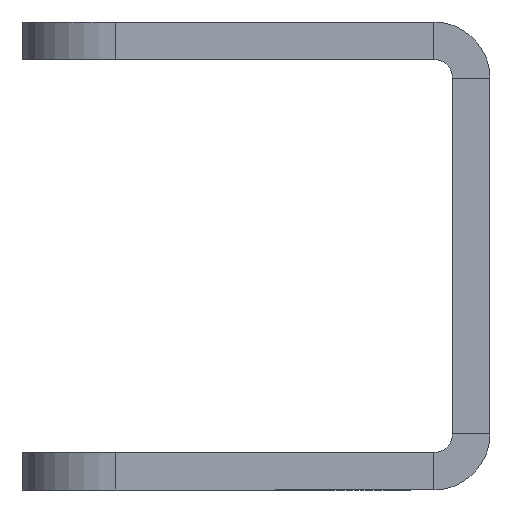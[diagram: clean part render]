
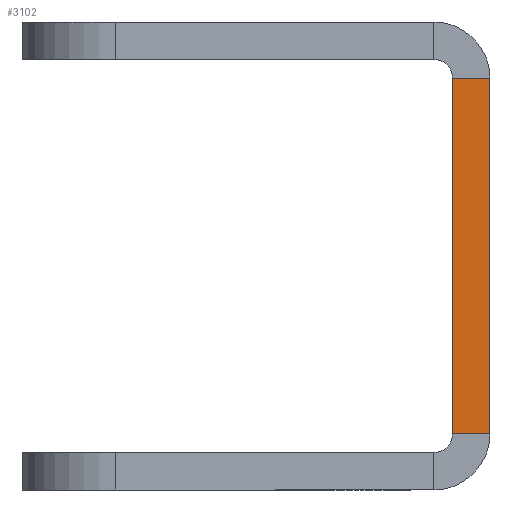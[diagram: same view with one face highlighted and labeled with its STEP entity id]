
A CAD part, left-side view. The second image highlights one B-rep face of the part: STEP entity #3102.
In plain terms, the highlighted planar face has unit normal (-1, 0, 0).
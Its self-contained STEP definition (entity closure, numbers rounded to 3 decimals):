
#337 = ORIENTED_EDGE ( 'NONE', *, *, #1118, .T. ) ;
#344 = DIRECTION ( 'NONE',  ( 0., 0., -1. ) ) ;
#368 = VERTEX_POINT ( 'NONE', #1467 ) ;
#710 = VECTOR ( 'NONE', #2426, 1000. ) ;
#883 = DIRECTION ( 'NONE',  ( 0., -1., 0. ) ) ;
#1014 = CARTESIAN_POINT ( 'NONE',  ( -38.5, 2., 9.5 ) ) ;
#1040 = DIRECTION ( 'NONE',  ( 0., 0., -1. ) ) ;
#1118 = EDGE_CURVE ( 'NONE', #368, #3286, #1471, .T. ) ;
#1290 = EDGE_CURVE ( 'NONE', #1458, #1680, #3191, .T. ) ;
#1361 = LINE ( 'NONE', #2247, #2938 ) ;
#1458 = VERTEX_POINT ( 'NONE', #3690 ) ;
#1467 = CARTESIAN_POINT ( 'NONE',  ( -38.5, 0., 9.5 ) ) ;
#1471 = LINE ( 'NONE', #3067, #710 ) ;
#1659 = EDGE_CURVE ( 'NONE', #3286, #1458, #2907, .T. ) ;
#1680 = VERTEX_POINT ( 'NONE', #3745 ) ;
#1857 = CARTESIAN_POINT ( 'NONE',  ( -38.5, 3., 10.5 ) ) ;
#1980 = EDGE_LOOP ( 'NONE', ( #3439, #337, #2471, #2797 ) ) ;
#2178 = DIRECTION ( 'NONE',  ( 0., 0., 1. ) ) ;
#2247 = CARTESIAN_POINT ( 'NONE',  ( -38.5, 0., 12.5 ) ) ;
#2426 = DIRECTION ( 'NONE',  ( 0., 1., 0. ) ) ;
#2471 = ORIENTED_EDGE ( 'NONE', *, *, #1659, .T. ) ;
#2785 = EDGE_CURVE ( 'NONE', #368, #1680, #1361, .T. ) ;
#2797 = ORIENTED_EDGE ( 'NONE', *, *, #1290, .T. ) ;
#2907 = LINE ( 'NONE', #2940, #3664 ) ;
#2938 = VECTOR ( 'NONE', #344, 1000. ) ;
#2940 = CARTESIAN_POINT ( 'NONE',  ( -38.5, 2., 12.5 ) ) ;
#3067 = CARTESIAN_POINT ( 'NONE',  ( -38.5, 0., 9.5 ) ) ;
#3102 = ADVANCED_FACE ( 'NONE', ( #3680 ), #3767, .T. ) ;
#3191 = LINE ( 'NONE', #4036, #3940 ) ;
#3286 = VERTEX_POINT ( 'NONE', #1014 ) ;
#3439 = ORIENTED_EDGE ( 'NONE', *, *, #2785, .F. ) ;
#3664 = VECTOR ( 'NONE', #1040, 1000. ) ;
#3680 = FACE_OUTER_BOUND ( 'NONE', #1980, .T. ) ;
#3690 = CARTESIAN_POINT ( 'NONE',  ( -38.5, 2., -9.5 ) ) ;
#3712 = AXIS2_PLACEMENT_3D ( 'NONE', #1857, #4058, #2178 ) ;
#3745 = CARTESIAN_POINT ( 'NONE',  ( -38.5, 0., -9.5 ) ) ;
#3767 = PLANE ( 'NONE',  #3712 ) ;
#3940 = VECTOR ( 'NONE', #883, 1000. ) ;
#4036 = CARTESIAN_POINT ( 'NONE',  ( -38.5, 2., -9.5 ) ) ;
#4058 = DIRECTION ( 'NONE',  ( -1., 0., 0. ) ) ;
